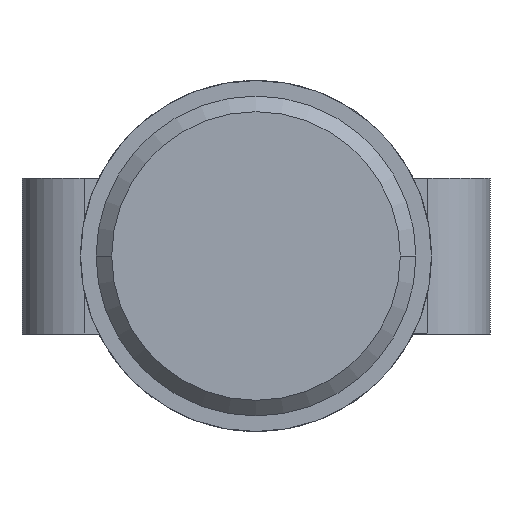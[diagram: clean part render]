
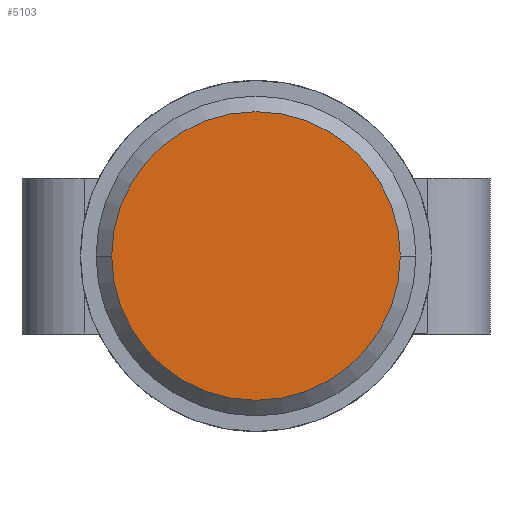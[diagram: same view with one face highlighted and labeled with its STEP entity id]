
A CAD part, front view. The second image highlights one B-rep face of the part: STEP entity #5103.
In plain terms, the highlighted planar face has unit normal (0, -1, 0).
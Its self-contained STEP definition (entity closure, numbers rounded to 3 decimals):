
#305=CARTESIAN_POINT('',(2884.62,1720.331,5.));
#306=DIRECTION('',(0.,1.,0.));
#307=DIRECTION('',(1.,0.,0.));
#308=AXIS2_PLACEMENT_3D('',#305,#306,#307);
#310=CARTESIAN_POINT('',(2884.62,1720.331,5.));
#311=DIRECTION('',(0.,1.,0.));
#312=DIRECTION('',(-1.,0.,0.));
#313=AXIS2_PLACEMENT_3D('',#310,#311,#312);
#3731=CARTESIAN_POINT('',(2893.87,1720.331,5.));
#3732=CARTESIAN_POINT('',(2875.37,1720.331,5.));
#3733=VERTEX_POINT('',#3731);
#3734=VERTEX_POINT('',#3732);
#5093=CARTESIAN_POINT('',(2884.62,1720.331,5.));
#5094=DIRECTION('',(0.,1.,0.));
#5095=DIRECTION('',(0.,0.,1.));
#5096=AXIS2_PLACEMENT_3D('',#5093,#5094,#5095);
#5097=PLANE('',#5096);
#5099=ORIENTED_EDGE('',*,*,#5098,.T.);
#5100=ORIENTED_EDGE('',*,*,#5076,.T.);
#5101=EDGE_LOOP('',(#5099,#5100));
#5102=FACE_OUTER_BOUND('',#5101,.F.);
#5103=ADVANCED_FACE('',(#5102),#5097,.F.);
#309=CIRCLE('',#308,9.25);
#314=CIRCLE('',#313,9.25);
#5076=EDGE_CURVE('',#3734,#3733,#314,.T.);
#5098=EDGE_CURVE('',#3733,#3734,#309,.T.);
